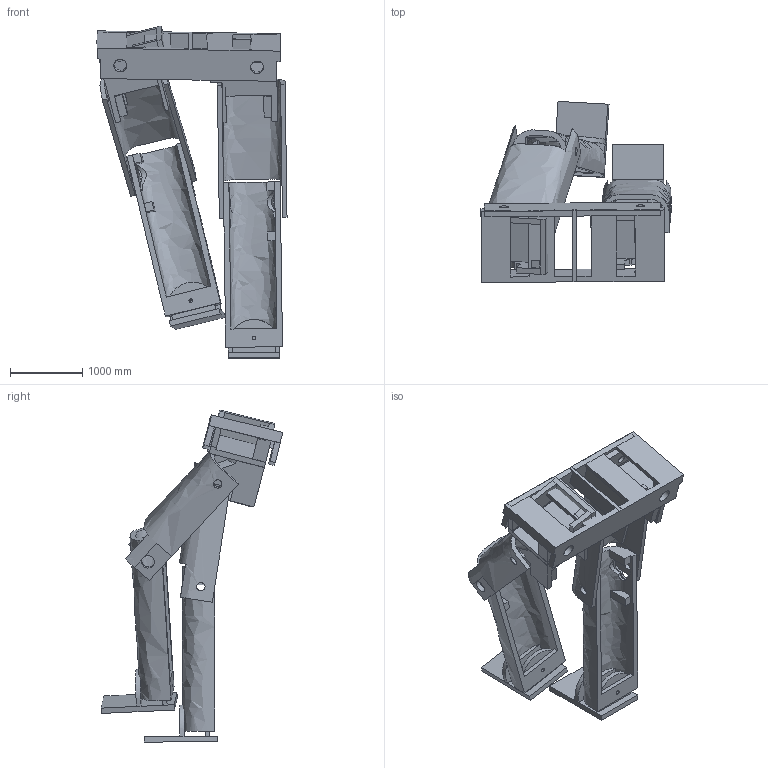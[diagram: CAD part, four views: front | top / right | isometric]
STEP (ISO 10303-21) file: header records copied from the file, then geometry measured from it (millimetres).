
FILE_DESCRIPTION(/* description */ (''),/* implementation_level */ '2;1');
FILE_NAME(/* name */ 'biped structure_joint_contraints main v1.step',/* time_stamp */ '2022-12-03T20:03:38+05:30',/* author */ (''),/* organization */ (''),/* preprocessor_version */ 'ST-DEVELOPER v19',/* originating_system */ 'Autodesk Translation Framework v11.7.0.108',/* authorisation */ '');
FILE_SCHEMA (('AUTOMOTIVE_DESIGN { 1 0 10303 214 3 1 1 }'));
Length unit declared in the file: millimetre
Products named in the file (11): biped structure_joint_contraints main; left upper limb; left foot; left lower limb; External1; right lower limb; right upper limb; right foot; base_link; R H F joint; L H F joint
Assembly tree (10 placements, depth 3):
  biped structure_joint_contraints main
    left upper limb
    left foot
    left lower limb
      External1
    right lower limb
    right upper limb
    right foot
    base_link
    R H F joint
    L H F joint
Bounding box: 2636.77 x 2519.89 x 4605.68 mm (x, y, z)
Volume: 1615788422.5 mm3; surface area: 51536458.2 mm2
Topology: 9 solids, 9 shells, 337 faces, 985 edges, 655 vertices
Faces by surface type: plane 256, bspline 46, cylinder 35
Full cylindrical faces by diameter (mm): 50.8 x8, 116.84 x12, 177.8 x6
Entity records: 19413 total; most frequent: CARTESIAN_POINT 10593, ORIENTED_EDGE 1962, DIRECTION 1441, EDGE_CURVE 981, LINE 695, VECTOR 695, VERTEX_POINT 653, EDGE_LOOP 404
